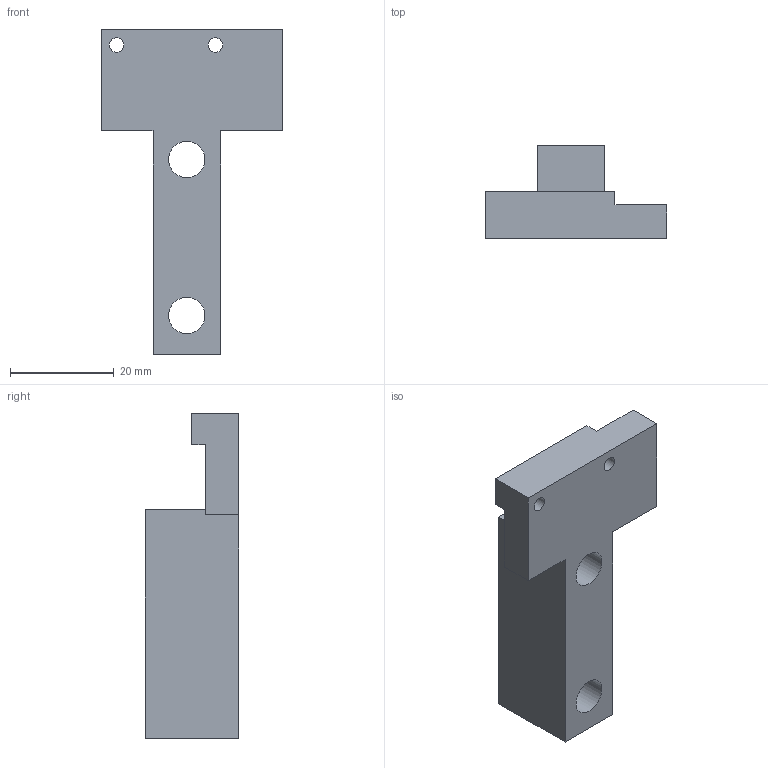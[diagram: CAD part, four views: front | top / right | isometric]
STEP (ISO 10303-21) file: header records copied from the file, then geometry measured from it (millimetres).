
FILE_DESCRIPTION(('HOOPS Exchange Step'),'2;1');
FILE_NAME('XAxis Endstop Holder.step','2018-08-20T11:15:13+00:00',('SYSTEM'),('Unknown organisation'),'HOOPS Exchange 10.0','HOOPS Exchange','Unknown authorisation');
FILE_SCHEMA( ('AUTOMOTIVE_DESIGN { 1 0 10303 214 1 1 1 1 }') );
Length unit declared in the file: millimetre
Products named in the file (2): Default; XAxis Endstop Holder
Assembly tree (1 placements, depth 2):
  XAxis Endstop Holder
    Default
Bounding box: 35 x 18 x 62.5 mm (x, y, z)
Volume: 13507.4 mm3; surface area: 5991 mm2
Topology: 1 solids, 1 shells, 19 faces, 51 edges, 34 vertices
Faces by surface type: plane 15, cylinder 4
Full cylindrical faces by diameter (mm): 2.8 x2, 7 x2
Entity records: 656 total; most frequent: CARTESIAN_POINT 107, DIRECTION 103, ORIENTED_EDGE 102, EDGE_CURVE 51, VECTOR 43, LINE 43, VERTEX_POINT 34, AXIS2_PLACEMENT_3D 30
